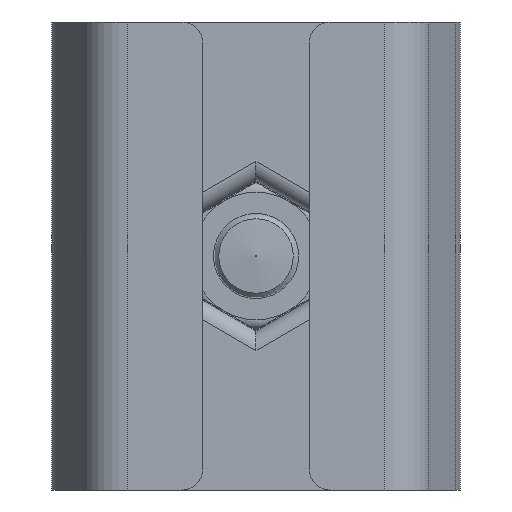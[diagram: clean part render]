
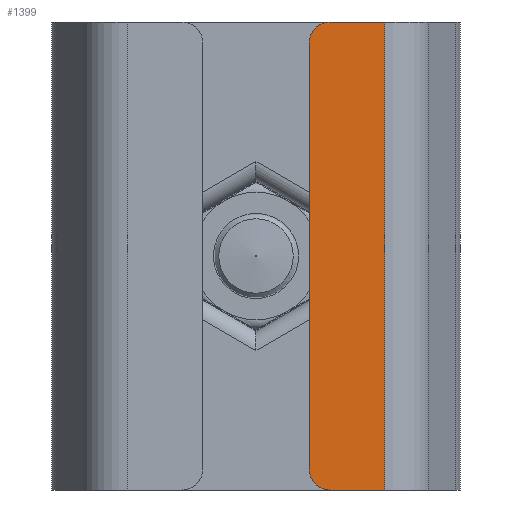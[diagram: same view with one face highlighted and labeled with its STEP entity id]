
A CAD part, front view. The second image highlights one B-rep face of the part: STEP entity #1399.
In plain terms, the highlighted planar face has unit normal (0, -1, 0).
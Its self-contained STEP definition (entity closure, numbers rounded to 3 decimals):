
#134=PLANE('',#1540);
#178=FACE_OUTER_BOUND('',#265,.T.);
#265=EDGE_LOOP('',(#987,#988,#989,#990,#991,#992));
#373=LINE('',#2185,#475);
#376=LINE('',#2191,#478);
#377=LINE('',#2193,#479);
#378=LINE('',#2195,#480);
#475=VECTOR('',#1735,10.);
#478=VECTOR('',#1740,10.);
#479=VECTOR('',#1741,10.);
#480=VECTOR('',#1742,10.);
#570=CIRCLE('',#1537,5.);
#572=CIRCLE('',#1541,5.);
#641=VERTEX_POINT('',#2175);
#642=VERTEX_POINT('',#2176);
#645=VERTEX_POINT('',#2184);
#647=VERTEX_POINT('',#2190);
#648=VERTEX_POINT('',#2192);
#649=VERTEX_POINT('',#2194);
#775=EDGE_CURVE('',#641,#642,#570,.T.);
#779=EDGE_CURVE('',#642,#645,#373,.T.);
#782=EDGE_CURVE('',#641,#647,#376,.T.);
#783=EDGE_CURVE('',#647,#648,#377,.T.);
#784=EDGE_CURVE('',#648,#649,#378,.T.);
#785=EDGE_CURVE('',#645,#649,#572,.T.);
#987=ORIENTED_EDGE('',*,*,#775,.F.);
#988=ORIENTED_EDGE('',*,*,#782,.T.);
#989=ORIENTED_EDGE('',*,*,#783,.T.);
#990=ORIENTED_EDGE('',*,*,#784,.T.);
#991=ORIENTED_EDGE('',*,*,#785,.F.);
#992=ORIENTED_EDGE('',*,*,#779,.F.);
#1399=ADVANCED_FACE('',(#178),#134,.T.);
#1537=AXIS2_PLACEMENT_3D('',#2177,#1727,#1728);
#1540=AXIS2_PLACEMENT_3D('',#2189,#1738,#1739);
#1541=AXIS2_PLACEMENT_3D('',#2196,#1743,#1744);
#1727=DIRECTION('center_axis',(0.,1.,0.));
#1728=DIRECTION('ref_axis',(-0.707,0.,-0.707));
#1735=DIRECTION('',(0.,0.,1.));
#1738=DIRECTION('center_axis',(0.,-1.,0.));
#1739=DIRECTION('ref_axis',(0.,0.,-1.));
#1740=DIRECTION('',(1.,0.,0.));
#1741=DIRECTION('',(0.,0.,1.));
#1742=DIRECTION('',(-1.,0.,0.));
#1743=DIRECTION('center_axis',(0.,1.,0.));
#1744=DIRECTION('ref_axis',(-0.707,0.,0.707));
#2175=CARTESIAN_POINT('',(17.5,-7.,-55.));
#2176=CARTESIAN_POINT('',(12.5,-7.,-50.));
#2177=CARTESIAN_POINT('Origin',(17.5,-7.,-50.));
#2184=CARTESIAN_POINT('',(12.5,-7.,50.));
#2185=CARTESIAN_POINT('',(12.5,-7.,0.));
#2189=CARTESIAN_POINT('Origin',(30.243,-7.,0.));
#2190=CARTESIAN_POINT('',(30.243,-7.,-55.));
#2191=CARTESIAN_POINT('',(12.5,-7.,-55.));
#2192=CARTESIAN_POINT('',(30.243,-7.,55.));
#2193=CARTESIAN_POINT('',(30.243,-7.,0.));
#2194=CARTESIAN_POINT('',(17.5,-7.,55.));
#2195=CARTESIAN_POINT('',(12.5,-7.,55.));
#2196=CARTESIAN_POINT('Origin',(17.5,-7.,50.));
